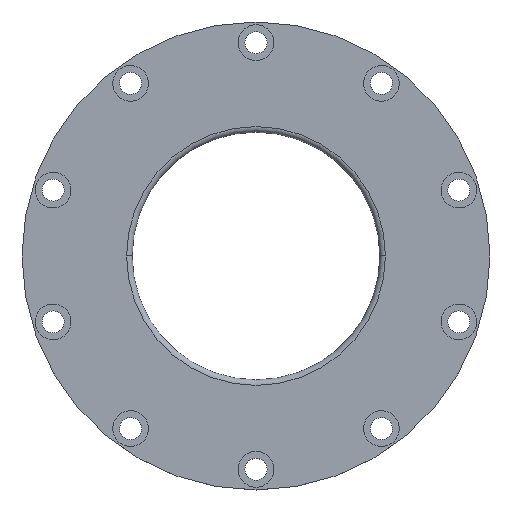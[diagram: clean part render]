
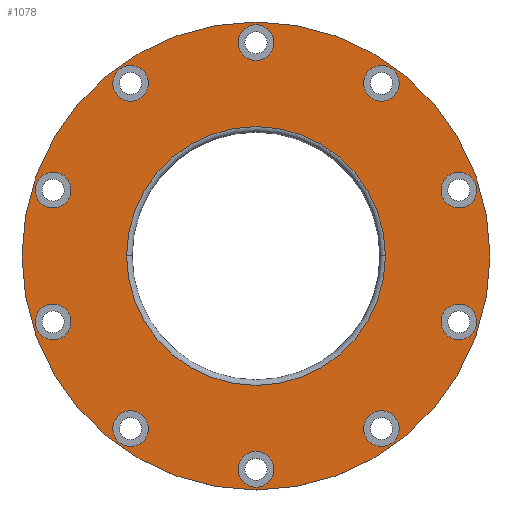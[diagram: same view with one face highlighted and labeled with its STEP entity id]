
A CAD part, top view. The second image highlights one B-rep face of the part: STEP entity #1078.
In plain terms, the highlighted planar face has unit normal (0, 0, 1).
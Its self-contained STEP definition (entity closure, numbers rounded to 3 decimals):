
#17=CARTESIAN_POINT('',(0.,0.,0.));
#18=DIRECTION('',(0.,0.,-1.));
#19=DIRECTION('',(1.,0.,0.));
#20=AXIS2_PLACEMENT_3D('',#17,#18,#19);
#22=CARTESIAN_POINT('',(0.,0.,0.));
#23=DIRECTION('',(0.,0.,-1.));
#24=DIRECTION('',(-1.,0.,0.));
#25=AXIS2_PLACEMENT_3D('',#22,#23,#24);
#27=CARTESIAN_POINT('',(0.,77.5,0.));
#28=DIRECTION('',(0.,0.,1.));
#29=DIRECTION('',(0.,1.,0.));
#30=AXIS2_PLACEMENT_3D('',#27,#28,#29);
#32=CARTESIAN_POINT('',(0.,77.5,0.));
#33=DIRECTION('',(0.,0.,1.));
#34=DIRECTION('',(0.,-1.,0.));
#35=AXIS2_PLACEMENT_3D('',#32,#33,#34);
#37=CARTESIAN_POINT('',(-45.553,62.699,
0.));
#38=DIRECTION('',(0.,0.,1.));
#39=DIRECTION('',(-0.588,0.809,0.));
#40=AXIS2_PLACEMENT_3D('',#37,#38,#39);
#42=CARTESIAN_POINT('',(-45.553,62.699,
0.));
#43=DIRECTION('',(0.,0.,1.));
#44=DIRECTION('',(0.588,-0.809,0.));
#45=AXIS2_PLACEMENT_3D('',#42,#43,#44);
#47=CARTESIAN_POINT('',(-73.707,23.949,
0.));
#48=DIRECTION('',(0.,0.,1.));
#49=DIRECTION('',(-0.951,0.309,0.));
#50=AXIS2_PLACEMENT_3D('',#47,#48,#49);
#52=CARTESIAN_POINT('',(-73.707,23.949,
0.));
#53=DIRECTION('',(0.,0.,1.));
#54=DIRECTION('',(0.951,-0.309,0.));
#55=AXIS2_PLACEMENT_3D('',#52,#53,#54);
#57=CARTESIAN_POINT('',(-73.707,-23.949,
0.));
#58=DIRECTION('',(0.,0.,1.));
#59=DIRECTION('',(-0.951,-0.309,0.));
#60=AXIS2_PLACEMENT_3D('',#57,#58,#59);
#62=CARTESIAN_POINT('',(-73.707,-23.949,
0.));
#63=DIRECTION('',(0.,0.,1.));
#64=DIRECTION('',(0.951,0.309,0.));
#65=AXIS2_PLACEMENT_3D('',#62,#63,#64);
#67=CARTESIAN_POINT('',(-45.553,-62.699,
0.));
#68=DIRECTION('',(0.,0.,1.));
#69=DIRECTION('',(-0.588,-0.809,0.));
#70=AXIS2_PLACEMENT_3D('',#67,#68,#69);
#72=CARTESIAN_POINT('',(-45.553,-62.699,
0.));
#73=DIRECTION('',(0.,0.,1.));
#74=DIRECTION('',(0.588,0.809,0.));
#75=AXIS2_PLACEMENT_3D('',#72,#73,#74);
#77=CARTESIAN_POINT('',(0.,-77.5,0.));
#78=DIRECTION('',(0.,0.,1.));
#79=DIRECTION('',(0.,-1.,0.));
#80=AXIS2_PLACEMENT_3D('',#77,#78,#79);
#82=CARTESIAN_POINT('',(0.,-77.5,0.));
#83=DIRECTION('',(0.,0.,1.));
#84=DIRECTION('',(0.,1.,0.));
#85=AXIS2_PLACEMENT_3D('',#82,#83,#84);
#87=CARTESIAN_POINT('',(45.553,-62.699,0.));
#88=DIRECTION('',(0.,0.,1.));
#89=DIRECTION('',(0.588,-0.809,0.));
#90=AXIS2_PLACEMENT_3D('',#87,#88,#89);
#92=CARTESIAN_POINT('',(45.553,-62.699,0.));
#93=DIRECTION('',(0.,0.,1.));
#94=DIRECTION('',(-0.588,0.809,0.));
#95=AXIS2_PLACEMENT_3D('',#92,#93,#94);
#97=CARTESIAN_POINT('',(73.707,-23.949,0.));
#98=DIRECTION('',(0.,0.,1.));
#99=DIRECTION('',(0.951,-0.309,0.));
#100=AXIS2_PLACEMENT_3D('',#97,#98,#99);
#102=CARTESIAN_POINT('',(73.707,-23.949,0.));
#103=DIRECTION('',(0.,0.,1.));
#104=DIRECTION('',(-0.951,0.309,0.));
#105=AXIS2_PLACEMENT_3D('',#102,#103,#104);
#107=CARTESIAN_POINT('',(73.707,23.949,0.));
#108=DIRECTION('',(0.,0.,1.));
#109=DIRECTION('',(0.951,0.309,0.));
#110=AXIS2_PLACEMENT_3D('',#107,#108,#109);
#112=CARTESIAN_POINT('',(73.707,23.949,0.));
#113=DIRECTION('',(0.,0.,1.));
#114=DIRECTION('',(-0.951,-0.309,0.));
#115=AXIS2_PLACEMENT_3D('',#112,#113,#114);
#117=CARTESIAN_POINT('',(45.553,62.699,0.));
#118=DIRECTION('',(0.,0.,1.));
#119=DIRECTION('',(0.588,0.809,0.));
#120=AXIS2_PLACEMENT_3D('',#117,#118,#119);
#122=CARTESIAN_POINT('',(45.553,62.699,0.));
#123=DIRECTION('',(0.,0.,1.));
#124=DIRECTION('',(-0.588,-0.809,0.));
#125=AXIS2_PLACEMENT_3D('',#122,#123,#124);
#127=CARTESIAN_POINT('',(0.,0.,0.));
#128=DIRECTION('',(0.,0.,1.));
#129=DIRECTION('',(1.,0.,0.));
#130=AXIS2_PLACEMENT_3D('',#127,#128,#129);
#140=CARTESIAN_POINT('',(0.,0.,0.));
#141=DIRECTION('',(0.,0.,-1.));
#142=DIRECTION('',(1.,0.,0.));
#143=AXIS2_PLACEMENT_3D('',#140,#141,#142);
#789=CARTESIAN_POINT('',(85.,0.,0.));
#791=VERTEX_POINT('',#789);
#793=CARTESIAN_POINT('',(-85.,0.,0.));
#795=VERTEX_POINT('',#793);
#833=CARTESIAN_POINT('',(47.,0.,0.));
#834=CARTESIAN_POINT('',(-47.,0.,0.));
#835=VERTEX_POINT('',#833);
#836=VERTEX_POINT('',#834);
#849=CARTESIAN_POINT('',(0.,84.,0.));
#850=CARTESIAN_POINT('',(0.,71.,0.));
#851=VERTEX_POINT('',#849);
#852=VERTEX_POINT('',#850);
#865=CARTESIAN_POINT('',(-49.374,67.957,
0.));
#866=CARTESIAN_POINT('',(-41.733,57.44,
0.));
#867=VERTEX_POINT('',#865);
#868=VERTEX_POINT('',#866);
#881=CARTESIAN_POINT('',(-79.889,25.957,
0.));
#882=CARTESIAN_POINT('',(-67.525,21.94,
0.));
#883=VERTEX_POINT('',#881);
#884=VERTEX_POINT('',#882);
#897=CARTESIAN_POINT('',(-79.889,-25.957,
0.));
#898=CARTESIAN_POINT('',(-67.525,-21.94,
0.));
#899=VERTEX_POINT('',#897);
#900=VERTEX_POINT('',#898);
#913=CARTESIAN_POINT('',(-49.374,-67.957,
0.));
#914=CARTESIAN_POINT('',(-41.733,-57.44,
0.));
#915=VERTEX_POINT('',#913);
#916=VERTEX_POINT('',#914);
#929=CARTESIAN_POINT('',(0.,-84.,0.));
#930=CARTESIAN_POINT('',(0.,-71.,0.));
#931=VERTEX_POINT('',#929);
#932=VERTEX_POINT('',#930);
#945=CARTESIAN_POINT('',(49.374,-67.957,0.));
#946=CARTESIAN_POINT('',(41.733,-57.44,0.));
#947=VERTEX_POINT('',#945);
#948=VERTEX_POINT('',#946);
#961=CARTESIAN_POINT('',(79.889,-25.957,0.));
#962=CARTESIAN_POINT('',(67.525,-21.94,0.));
#963=VERTEX_POINT('',#961);
#964=VERTEX_POINT('',#962);
#977=CARTESIAN_POINT('',(79.889,25.957,0.));
#978=CARTESIAN_POINT('',(67.525,21.94,0.));
#979=VERTEX_POINT('',#977);
#980=VERTEX_POINT('',#978);
#993=CARTESIAN_POINT('',(49.374,67.957,0.));
#994=CARTESIAN_POINT('',(41.733,57.44,0.));
#995=VERTEX_POINT('',#993);
#996=VERTEX_POINT('',#994);
#1001=CARTESIAN_POINT('',(0.,0.,0.));
#1002=DIRECTION('',(0.,0.,1.));
#1003=DIRECTION('',(-1.,0.,0.));
#1004=AXIS2_PLACEMENT_3D('',#1001,#1002,#1003);
#1005=PLANE('33',#1004);
#1007=ORIENTED_EDGE('36',*,*,#1006,.F.);
#1009=ORIENTED_EDGE('70',*,*,#1008,.T.);
#1010=EDGE_LOOP('33',(#1007,#1009));
#1011=FACE_OUTER_BOUND('33',#1010,.F.);
#1013=ORIENTED_EDGE('149',*,*,#1012,.F.);
#1015=ORIENTED_EDGE('151',*,*,#1014,.F.);
#1016=EDGE_LOOP('33',(#1013,#1015));
#1017=FACE_BOUND('33',#1016,.F.);
#1019=ORIENTED_EDGE('277',*,*,#1018,.T.);
#1021=ORIENTED_EDGE('278',*,*,#1020,.T.);
#1022=EDGE_LOOP('33',(#1019,#1021));
#1023=FACE_BOUND('33',#1022,.F.);
#1025=ORIENTED_EDGE('355',*,*,#1024,.T.);
#1027=ORIENTED_EDGE('356',*,*,#1026,.T.);
#1028=EDGE_LOOP('33',(#1025,#1027));
#1029=FACE_BOUND('33',#1028,.F.);
#1031=ORIENTED_EDGE('411',*,*,#1030,.T.);
#1033=ORIENTED_EDGE('412',*,*,#1032,.T.);
#1034=EDGE_LOOP('33',(#1031,#1033));
#1035=FACE_BOUND('33',#1034,.F.);
#1037=ORIENTED_EDGE('467',*,*,#1036,.T.);
#1039=ORIENTED_EDGE('468',*,*,#1038,.T.);
#1040=EDGE_LOOP('33',(#1037,#1039));
#1041=FACE_BOUND('33',#1040,.F.);
#1043=ORIENTED_EDGE('523',*,*,#1042,.T.);
#1045=ORIENTED_EDGE('524',*,*,#1044,.T.);
#1046=EDGE_LOOP('33',(#1043,#1045));
#1047=FACE_BOUND('33',#1046,.F.);
#1049=ORIENTED_EDGE('579',*,*,#1048,.T.);
#1051=ORIENTED_EDGE('580',*,*,#1050,.T.);
#1052=EDGE_LOOP('33',(#1049,#1051));
#1053=FACE_BOUND('33',#1052,.F.);
#1055=ORIENTED_EDGE('643',*,*,#1054,.T.);
#1057=ORIENTED_EDGE('644',*,*,#1056,.T.);
#1058=EDGE_LOOP('33',(#1055,#1057));
#1059=FACE_BOUND('33',#1058,.F.);
#1061=ORIENTED_EDGE('699',*,*,#1060,.T.);
#1063=ORIENTED_EDGE('700',*,*,#1062,.T.);
#1064=EDGE_LOOP('33',(#1061,#1063));
#1065=FACE_BOUND('33',#1064,.F.);
#1067=ORIENTED_EDGE('755',*,*,#1066,.T.);
#1069=ORIENTED_EDGE('756',*,*,#1068,.T.);
#1070=EDGE_LOOP('33',(#1067,#1069));
#1071=FACE_BOUND('33',#1070,.F.);
#1073=ORIENTED_EDGE('811',*,*,#1072,.T.);
#1075=ORIENTED_EDGE('812',*,*,#1074,.T.);
#1076=EDGE_LOOP('33',(#1073,#1075));
#1077=FACE_BOUND('33',#1076,.F.);
#21=CIRCLE('149',#20,47.);
#26=CIRCLE('151',#25,47.);
#31=CIRCLE('277',#30,6.5);
#36=CIRCLE('278',#35,6.5);
#41=CIRCLE('355',#40,6.5);
#46=CIRCLE('356',#45,6.5);
#51=CIRCLE('411',#50,6.5);
#56=CIRCLE('412',#55,6.5);
#61=CIRCLE('467',#60,6.5);
#66=CIRCLE('468',#65,6.5);
#71=CIRCLE('523',#70,6.5);
#76=CIRCLE('524',#75,6.5);
#81=CIRCLE('579',#80,6.5);
#86=CIRCLE('580',#85,6.5);
#91=CIRCLE('643',#90,6.5);
#96=CIRCLE('644',#95,6.5);
#101=CIRCLE('699',#100,6.5);
#106=CIRCLE('700',#105,6.5);
#111=CIRCLE('755',#110,6.5);
#116=CIRCLE('756',#115,6.5);
#121=CIRCLE('811',#120,6.5);
#126=CIRCLE('812',#125,6.5);
#131=CIRCLE('36',#130,85.);
#144=CIRCLE('70',#143,85.);
#1006=EDGE_CURVE('36',#791,#795,#131,.T.);
#1008=EDGE_CURVE('70',#791,#795,#144,.T.);
#1012=EDGE_CURVE('149',#835,#836,#21,.T.);
#1014=EDGE_CURVE('151',#836,#835,#26,.T.);
#1018=EDGE_CURVE('277',#851,#852,#31,.T.);
#1020=EDGE_CURVE('278',#852,#851,#36,.T.);
#1024=EDGE_CURVE('355',#867,#868,#41,.T.);
#1026=EDGE_CURVE('356',#868,#867,#46,.T.);
#1030=EDGE_CURVE('411',#883,#884,#51,.T.);
#1032=EDGE_CURVE('412',#884,#883,#56,.T.);
#1036=EDGE_CURVE('467',#899,#900,#61,.T.);
#1038=EDGE_CURVE('468',#900,#899,#66,.T.);
#1042=EDGE_CURVE('523',#915,#916,#71,.T.);
#1044=EDGE_CURVE('524',#916,#915,#76,.T.);
#1048=EDGE_CURVE('579',#931,#932,#81,.T.);
#1050=EDGE_CURVE('580',#932,#931,#86,.T.);
#1054=EDGE_CURVE('643',#947,#948,#91,.T.);
#1056=EDGE_CURVE('644',#948,#947,#96,.T.);
#1060=EDGE_CURVE('699',#963,#964,#101,.T.);
#1062=EDGE_CURVE('700',#964,#963,#106,.T.);
#1066=EDGE_CURVE('755',#979,#980,#111,.T.);
#1068=EDGE_CURVE('756',#980,#979,#116,.T.);
#1072=EDGE_CURVE('811',#995,#996,#121,.T.);
#1074=EDGE_CURVE('812',#996,#995,#126,.T.);
#1078=ADVANCED_FACE('33',(#1011,#1017,#1023,#1029,#1035,#1041,#1047,#1053,#1059,
#1065,#1071,#1077),#1005,.T.);
